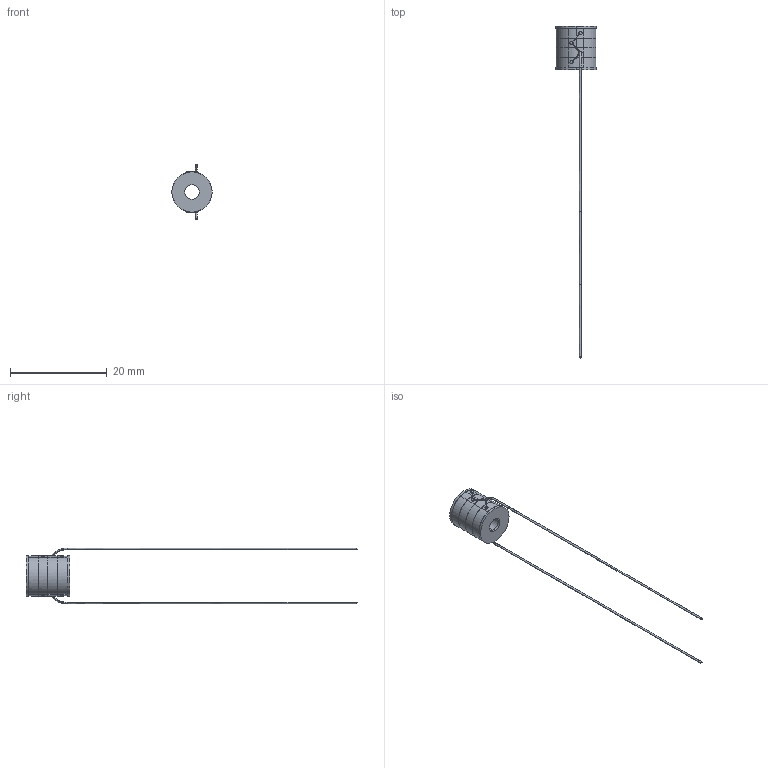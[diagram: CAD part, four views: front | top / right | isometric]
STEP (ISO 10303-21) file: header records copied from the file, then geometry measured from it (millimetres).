
FILE_DESCRIPTION (( 'STEP AP214' ), '1' );
FILE_NAME ('CTN009777.STEP', '2017-04-20T07:59:18', ( '' ), ( '' ), 'SwSTEP 2.0', 'SolidWorks 2016', '' );
FILE_SCHEMA (( 'AUTOMOTIVE_DESIGN' ));
Length unit declared in the file: millimetre
Products named in the file (1): CTN009777
Bounding box: 8.3 x 68.52 x 11.42 mm (x, y, z)
Volume: 611.1 mm3; surface area: 1355.7 mm2
Topology: 8 solids, 8 shells, 158 faces, 406 edges, 268 vertices
Faces by surface type: plane 62, cylinder 52, bspline 44
Entity records: 9508 total; most frequent: CARTESIAN_POINT 4539, ORIENTED_EDGE 812, DIRECTION 644, EDGE_CURVE 406, VERTEX_POINT 268, AXIS2_PLACEMENT_3D 257, EDGE_LOOP 178, FACE_OUTER_BOUND 158
